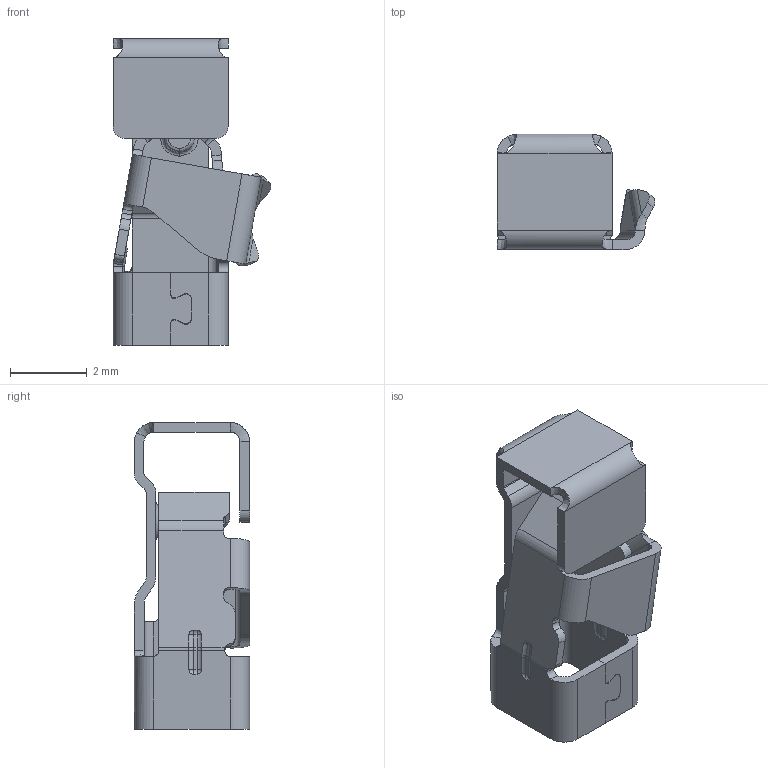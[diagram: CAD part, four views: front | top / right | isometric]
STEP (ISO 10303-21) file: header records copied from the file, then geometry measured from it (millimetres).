
FILE_DESCRIPTION(/* description */ (''),/* implementation_level */ '2;1');
FILE_NAME(/* name */ '5940-01-1-xx-xx.stp',/* time_stamp */ '2019-08-06T09:26:04+02:00',/* author */ ('andreas.larin'),/* organization */ (''),/* preprocessor_version */ 'ST-DEVELOPER v15.6',/* originating_system */ 'Autodesk Inventor 2015',/* authorisation */ '');
FILE_SCHEMA (('AUTOMOTIVE_DESIGN { 1 0 10303 214 3 1 1 }'));
Length unit declared in the file: millimetre
Products named in the file (1): 5940-01-1-xx-xx
Bounding box: 4.12 x 3 x 8 mm (x, y, z)
Volume: 18.3 mm3; surface area: 166.5 mm2
Topology: 1 solids, 1 shells, 229 faces, 606 edges, 371 vertices
Faces by surface type: cylinder 95, plane 93, bspline 21, sphere 16, torus 4
Entity records: 9128 total; most frequent: CARTESIAN_POINT 3199, ORIENTED_EDGE 1212, DIRECTION 1176, EDGE_CURVE 606, AXIS2_PLACEMENT_3D 406, VERTEX_POINT 371, LINE 364, VECTOR 364
